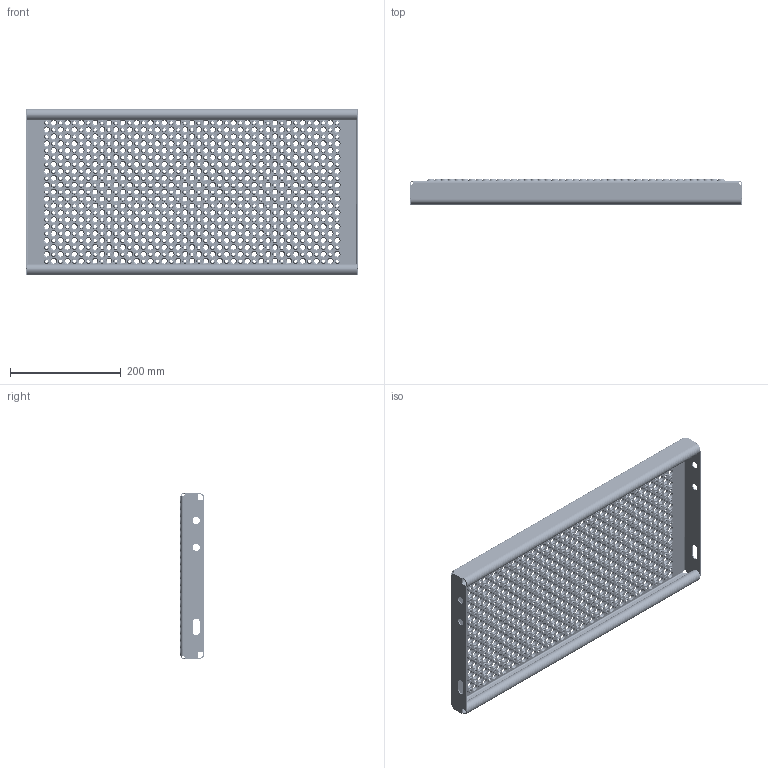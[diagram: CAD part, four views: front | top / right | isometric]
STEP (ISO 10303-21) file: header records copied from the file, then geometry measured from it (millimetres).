
FILE_DESCRIPTION (( 'STEP AP203' ), '1' );
FILE_NAME ('00000_ACHILTRIN_300x600x45_M_OPTRÆK.STEP', '2011-08-09T12:48:43', ( 'JKJ' ), ( '' ), 'SwSTEP 2.0', 'SolidWorks 2011', '' );
FILE_SCHEMA (( 'CONFIG_CONTROL_DESIGN' ));
Products named in the file (1): 00000_ACHILTRIN_300x600x45_M_OPTRÆK
Bounding box: 600 x 45 x 300 mm (x, y, z)
Volume: 590216.7 mm3; surface area: 624559.3 mm2
Topology: 1 solids, 1 shells, 7009 faces, 16036 edges, 10018 vertices
Faces by surface type: cone 3956, cylinder 2018, plane 1027, bspline 8
Entity records: 204861 total; most frequent: DIRECTION 39962, CARTESIAN_POINT 33656, ORIENTED_EDGE 32072, AXIS2_PLACEMENT_3D 16956, EDGE_CURVE 16036, VERTEX_POINT 10018, EDGE_LOOP 9988, CIRCLE 9954
